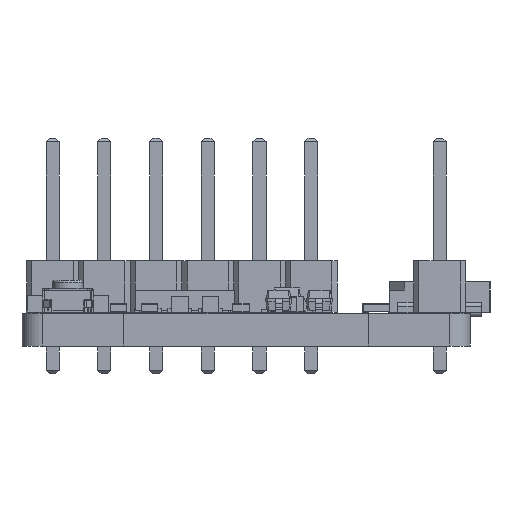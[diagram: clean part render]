
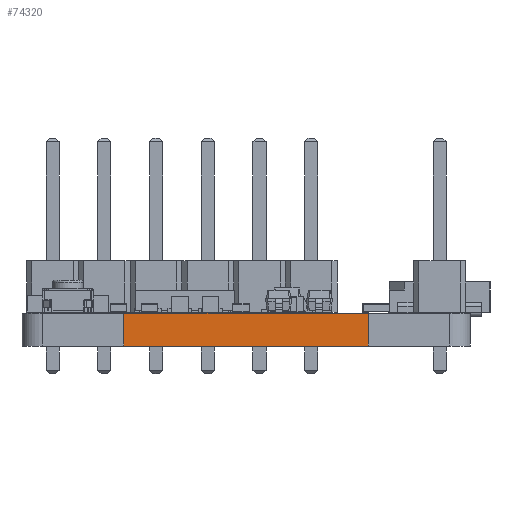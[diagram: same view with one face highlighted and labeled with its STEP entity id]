
A CAD part, left-side view. The second image highlights one B-rep face of the part: STEP entity #74320.
In plain terms, the highlighted planar face has unit normal (-1, 0, 0).
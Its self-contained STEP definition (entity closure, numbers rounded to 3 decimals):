
#72933 = PLANE('',#72934);
#72934 = AXIS2_PLACEMENT_3D('',#72935,#72936,#72937);
#72935 = CARTESIAN_POINT('',(127.695,-56.,1.6));
#72936 = DIRECTION('',(0.,0.,1.));
#72937 = DIRECTION('',(1.,0.,-0.));
#72987 = PLANE('',#72988);
#72988 = AXIS2_PLACEMENT_3D('',#72989,#72990,#72991);
#72989 = CARTESIAN_POINT('',(127.695,-56.,0.));
#72990 = DIRECTION('',(0.,0.,1.));
#72991 = DIRECTION('',(1.,0.,-0.));
#73184 = VERTEX_POINT('',#73185);
#73185 = CARTESIAN_POINT('',(112.2,-50.,0.));
#73199 = PLANE('',#73200);
#73200 = AXIS2_PLACEMENT_3D('',#73201,#73202,#73203);
#73201 = CARTESIAN_POINT('',(124.2,-50.,0.));
#73202 = DIRECTION('',(0.,-1.,0.));
#73203 = DIRECTION('',(-1.,0.,0.));
#73211 = EDGE_CURVE('',#73184,#73212,#73214,.T.);
#73212 = VERTEX_POINT('',#73213);
#73213 = CARTESIAN_POINT('',(112.2,-62.,0.));
#73214 = SURFACE_CURVE('',#73215,(#73219,#73226),.PCURVE_S1.);
#73215 = LINE('',#73216,#73217);
#73216 = CARTESIAN_POINT('',(112.2,-50.,0.));
#73217 = VECTOR('',#73218,1.);
#73218 = DIRECTION('',(0.,-1.,0.));
#73219 = PCURVE('',#72987,#73220);
#73220 = DEFINITIONAL_REPRESENTATION('',(#73221),#73225);
#73221 = LINE('',#73222,#73223);
#73222 = CARTESIAN_POINT('',(-15.495,6.));
#73223 = VECTOR('',#73224,1.);
#73224 = DIRECTION('',(0.,-1.));
#73225 = ( GEOMETRIC_REPRESENTATION_CONTEXT(2) 
PARAMETRIC_REPRESENTATION_CONTEXT() REPRESENTATION_CONTEXT('2D SPACE',''
  ) );
#73226 = PCURVE('',#73227,#73232);
#73227 = PLANE('',#73228);
#73228 = AXIS2_PLACEMENT_3D('',#73229,#73230,#73231);
#73229 = CARTESIAN_POINT('',(112.2,-50.,0.));
#73230 = DIRECTION('',(1.,0.,-0.));
#73231 = DIRECTION('',(0.,-1.,0.));
#73232 = DEFINITIONAL_REPRESENTATION('',(#73233),#73237);
#73233 = LINE('',#73234,#73235);
#73234 = CARTESIAN_POINT('',(0.,0.));
#73235 = VECTOR('',#73236,1.);
#73236 = DIRECTION('',(1.,0.));
#73237 = ( GEOMETRIC_REPRESENTATION_CONTEXT(2) 
PARAMETRIC_REPRESENTATION_CONTEXT() REPRESENTATION_CONTEXT('2D SPACE',''
  ) );
#73255 = PLANE('',#73256);
#73256 = AXIS2_PLACEMENT_3D('',#73257,#73258,#73259);
#73257 = CARTESIAN_POINT('',(112.2,-62.,0.));
#73258 = DIRECTION('',(0.,1.,0.));
#73259 = DIRECTION('',(1.,0.,0.));
#73742 = VERTEX_POINT('',#73743);
#73743 = CARTESIAN_POINT('',(112.2,-50.,1.6));
#73764 = EDGE_CURVE('',#73742,#73765,#73767,.T.);
#73765 = VERTEX_POINT('',#73766);
#73766 = CARTESIAN_POINT('',(112.2,-62.,1.6));
#73767 = SURFACE_CURVE('',#73768,(#73772,#73779),.PCURVE_S1.);
#73768 = LINE('',#73769,#73770);
#73769 = CARTESIAN_POINT('',(112.2,-50.,1.6));
#73770 = VECTOR('',#73771,1.);
#73771 = DIRECTION('',(0.,-1.,0.));
#73772 = PCURVE('',#72933,#73773);
#73773 = DEFINITIONAL_REPRESENTATION('',(#73774),#73778);
#73774 = LINE('',#73775,#73776);
#73775 = CARTESIAN_POINT('',(-15.495,6.));
#73776 = VECTOR('',#73777,1.);
#73777 = DIRECTION('',(0.,-1.));
#73778 = ( GEOMETRIC_REPRESENTATION_CONTEXT(2) 
PARAMETRIC_REPRESENTATION_CONTEXT() REPRESENTATION_CONTEXT('2D SPACE',''
  ) );
#73779 = PCURVE('',#73227,#73780);
#73780 = DEFINITIONAL_REPRESENTATION('',(#73781),#73785);
#73781 = LINE('',#73782,#73783);
#73782 = CARTESIAN_POINT('',(0.,-1.6));
#73783 = VECTOR('',#73784,1.);
#73784 = DIRECTION('',(1.,0.));
#73785 = ( GEOMETRIC_REPRESENTATION_CONTEXT(2) 
PARAMETRIC_REPRESENTATION_CONTEXT() REPRESENTATION_CONTEXT('2D SPACE',''
  ) );
#74272 = EDGE_CURVE('',#73184,#73742,#74273,.T.);
#74273 = SURFACE_CURVE('',#74274,(#74278,#74285),.PCURVE_S1.);
#74274 = LINE('',#74275,#74276);
#74275 = CARTESIAN_POINT('',(112.2,-50.,0.));
#74276 = VECTOR('',#74277,1.);
#74277 = DIRECTION('',(0.,0.,1.));
#74278 = PCURVE('',#73199,#74279);
#74279 = DEFINITIONAL_REPRESENTATION('',(#74280),#74284);
#74280 = LINE('',#74281,#74282);
#74281 = CARTESIAN_POINT('',(12.,0.));
#74282 = VECTOR('',#74283,1.);
#74283 = DIRECTION('',(0.,-1.));
#74284 = ( GEOMETRIC_REPRESENTATION_CONTEXT(2) 
PARAMETRIC_REPRESENTATION_CONTEXT() REPRESENTATION_CONTEXT('2D SPACE',''
  ) );
#74285 = PCURVE('',#73227,#74286);
#74286 = DEFINITIONAL_REPRESENTATION('',(#74287),#74291);
#74287 = LINE('',#74288,#74289);
#74288 = CARTESIAN_POINT('',(0.,0.));
#74289 = VECTOR('',#74290,1.);
#74290 = DIRECTION('',(0.,-1.));
#74291 = ( GEOMETRIC_REPRESENTATION_CONTEXT(2) 
PARAMETRIC_REPRESENTATION_CONTEXT() REPRESENTATION_CONTEXT('2D SPACE',''
  ) );
#74320 = ADVANCED_FACE('',(#74321),#73227,.F.);
#74321 = FACE_BOUND('',#74322,.F.);
#74322 = EDGE_LOOP('',(#74323,#74324,#74325,#74346));
#74323 = ORIENTED_EDGE('',*,*,#74272,.T.);
#74324 = ORIENTED_EDGE('',*,*,#73764,.T.);
#74325 = ORIENTED_EDGE('',*,*,#74326,.F.);
#74326 = EDGE_CURVE('',#73212,#73765,#74327,.T.);
#74327 = SURFACE_CURVE('',#74328,(#74332,#74339),.PCURVE_S1.);
#74328 = LINE('',#74329,#74330);
#74329 = CARTESIAN_POINT('',(112.2,-62.,0.));
#74330 = VECTOR('',#74331,1.);
#74331 = DIRECTION('',(0.,0.,1.));
#74332 = PCURVE('',#73227,#74333);
#74333 = DEFINITIONAL_REPRESENTATION('',(#74334),#74338);
#74334 = LINE('',#74335,#74336);
#74335 = CARTESIAN_POINT('',(12.,0.));
#74336 = VECTOR('',#74337,1.);
#74337 = DIRECTION('',(0.,-1.));
#74338 = ( GEOMETRIC_REPRESENTATION_CONTEXT(2) 
PARAMETRIC_REPRESENTATION_CONTEXT() REPRESENTATION_CONTEXT('2D SPACE',''
  ) );
#74339 = PCURVE('',#73255,#74340);
#74340 = DEFINITIONAL_REPRESENTATION('',(#74341),#74345);
#74341 = LINE('',#74342,#74343);
#74342 = CARTESIAN_POINT('',(0.,0.));
#74343 = VECTOR('',#74344,1.);
#74344 = DIRECTION('',(0.,-1.));
#74345 = ( GEOMETRIC_REPRESENTATION_CONTEXT(2) 
PARAMETRIC_REPRESENTATION_CONTEXT() REPRESENTATION_CONTEXT('2D SPACE',''
  ) );
#74346 = ORIENTED_EDGE('',*,*,#73211,.F.);
